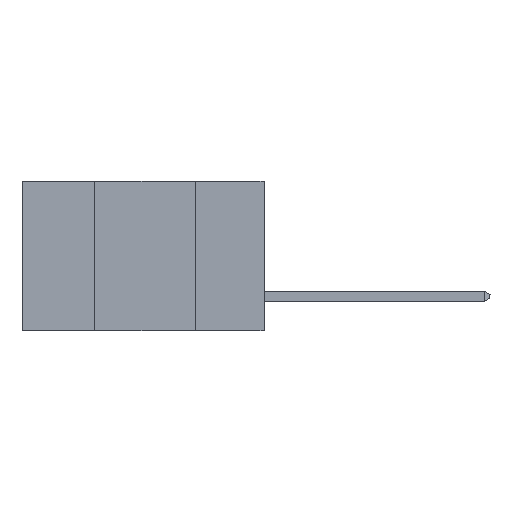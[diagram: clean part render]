
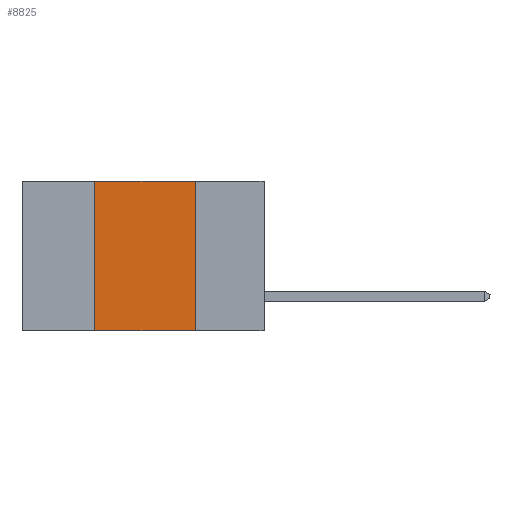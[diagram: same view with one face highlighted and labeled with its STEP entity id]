
A CAD part, left-side view. The second image highlights one B-rep face of the part: STEP entity #8825.
In plain terms, the highlighted planar face has unit normal (-1, 0, 0).
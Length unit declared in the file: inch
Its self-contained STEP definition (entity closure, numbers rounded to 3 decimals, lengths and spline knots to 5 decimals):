
#2007 = EDGE_CURVE ( 'NONE', #17251, #15880, #4612, .T. ) ;
#2228 = CARTESIAN_POINT ( 'NONE',  ( 0., 0.42, 0. ) ) ;
#2387 = ORIENTED_EDGE ( 'NONE', *, *, #9278, .F. ) ;
#2433 = DIRECTION ( 'NONE',  ( 0., -1., 0. ) ) ;
#2483 = CARTESIAN_POINT ( 'NONE',  ( 0., 0.17, 0. ) ) ;
#2746 = VECTOR ( 'NONE', #15926, 39.37008 ) ;
#3911 = VECTOR ( 'NONE', #5103, 39.37008 ) ;
#4612 = LINE ( 'NONE', #12359, #13070 ) ;
#5103 = DIRECTION ( 'NONE',  ( 0., 0., 1. ) ) ;
#6318 = VERTEX_POINT ( 'NONE', #14591 ) ;
#6324 = ORIENTED_EDGE ( 'NONE', *, *, #8748, .T. ) ;
#6412 = ORIENTED_EDGE ( 'NONE', *, *, #10649, .F. ) ;
#6677 = VECTOR ( 'NONE', #2433, 39.37008 ) ;
#7066 = CARTESIAN_POINT ( 'NONE',  ( 0., 0.17, -0.37 ) ) ;
#8556 = LINE ( 'NONE', #14508, #2746 ) ;
#8748 = EDGE_CURVE ( 'NONE', #13154, #15880, #12236, .T. ) ;
#8825 = ADVANCED_FACE ( 'NONE', ( #10474 ), #13780, .F. ) ;
#9278 = EDGE_CURVE ( 'NONE', #13154, #6318, #15994, .T. ) ;
#9471 = CARTESIAN_POINT ( 'NONE',  ( 0., 0.6, -0.37 ) ) ;
#9816 = CARTESIAN_POINT ( 'NONE',  ( 0., 0.42, -0.37 ) ) ;
#10214 = AXIS2_PLACEMENT_3D ( 'NONE', #18202, #15406, #16908 ) ;
#10474 = FACE_OUTER_BOUND ( 'NONE', #13263, .T. ) ;
#10649 = EDGE_CURVE ( 'NONE', #6318, #17251, #8556, .T. ) ;
#12236 = LINE ( 'NONE', #9471, #6677 ) ;
#12296 = DIRECTION ( 'NONE',  ( 0., 0., -1. ) ) ;
#12359 = CARTESIAN_POINT ( 'NONE',  ( 0., 0.17, 0. ) ) ;
#13070 = VECTOR ( 'NONE', #12296, 39.37008 ) ;
#13154 = VERTEX_POINT ( 'NONE', #9816 ) ;
#13263 = EDGE_LOOP ( 'NONE', ( #14531, #6412, #2387, #6324 ) ) ;
#13780 = PLANE ( 'NONE',  #10214 ) ;
#14508 = CARTESIAN_POINT ( 'NONE',  ( 0., 0.6, 0. ) ) ;
#14531 = ORIENTED_EDGE ( 'NONE', *, *, #2007, .F. ) ;
#14591 = CARTESIAN_POINT ( 'NONE',  ( 0., 0.42, 0. ) ) ;
#15406 = DIRECTION ( 'NONE',  ( 1., 0., 0. ) ) ;
#15880 = VERTEX_POINT ( 'NONE', #7066 ) ;
#15926 = DIRECTION ( 'NONE',  ( 0., -1., 0. ) ) ;
#15994 = LINE ( 'NONE', #2228, #3911 ) ;
#16908 = DIRECTION ( 'NONE',  ( 0., 0., -1. ) ) ;
#17251 = VERTEX_POINT ( 'NONE', #2483 ) ;
#18202 = CARTESIAN_POINT ( 'NONE',  ( 0., 0.6, 0. ) ) ;
